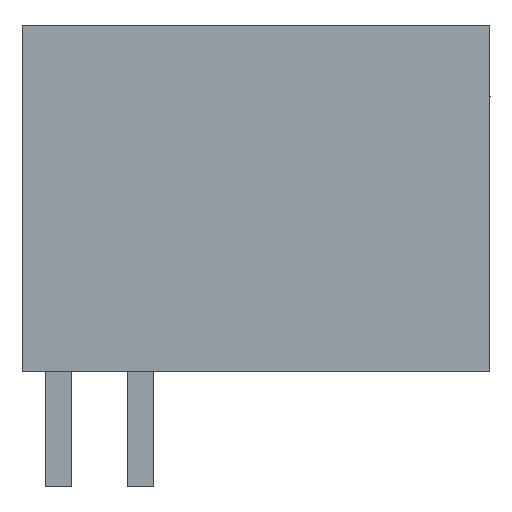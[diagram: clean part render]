
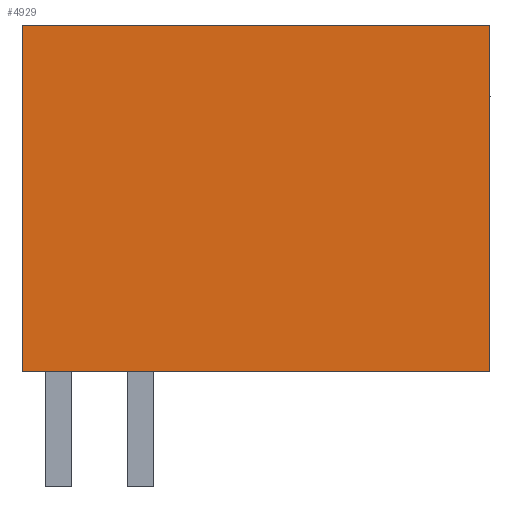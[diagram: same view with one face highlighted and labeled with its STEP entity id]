
A CAD part, left-side view. The second image highlights one B-rep face of the part: STEP entity #4929.
In plain terms, the highlighted planar face has unit normal (-1, 0, 0).
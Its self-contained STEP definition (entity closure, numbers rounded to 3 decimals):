
#4909=AXIS2_PLACEMENT_3D('Plane Axis2P3D',#4906,#4907,#4908) ;
#1359=CARTESIAN_POINT('Vertex',(0.,0.,14.)) ;
#1362=CARTESIAN_POINT('Line Origine',(0.,0.,8.75)) ;
#1366=CARTESIAN_POINT('Vertex',(0.,0.,3.5)) ;
#4105=CARTESIAN_POINT('Line Origine',(0.,7.1,14.)) ;
#4109=CARTESIAN_POINT('Vertex',(0.,14.2,14.)) ;
#4906=CARTESIAN_POINT('Axis2P3D Location',(0.,14.2,0.)) ;
#4911=CARTESIAN_POINT('Line Origine',(0.,7.1,3.5)) ;
#4915=CARTESIAN_POINT('Vertex',(0.,14.2,3.5)) ;
#4918=CARTESIAN_POINT('Line Origine',(0.,14.2,8.75)) ;
#1363=DIRECTION('Vector Direction',(0.,0.,-1.)) ;
#4106=DIRECTION('Vector Direction',(0.,-1.,0.)) ;
#4907=DIRECTION('Axis2P3D Direction',(-1.,0.,0.)) ;
#4908=DIRECTION('Axis2P3D XDirection',(0.,-1.,0.)) ;
#4912=DIRECTION('Vector Direction',(0.,-1.,0.)) ;
#4919=DIRECTION('Vector Direction',(0.,0.,-1.)) ;
#1364=VECTOR('Line Direction',#1363,1.) ;
#4107=VECTOR('Line Direction',#4106,1.) ;
#4913=VECTOR('Line Direction',#4912,1.) ;
#4920=VECTOR('Line Direction',#4919,1.) ;
#4924=ORIENTED_EDGE('',*,*,#4917,.T.) ;
#4925=ORIENTED_EDGE('',*,*,#1368,.T.) ;
#4926=ORIENTED_EDGE('',*,*,#4111,.T.) ;
#4927=ORIENTED_EDGE('',*,*,#4922,.T.) ;
#4929=ADVANCED_FACE('HOUSING',(#4928),#4910,.T.) ;
#1368=EDGE_CURVE('',#1367,#1360,#1365,.F.) ;
#4111=EDGE_CURVE('',#1360,#4110,#4108,.F.) ;
#4917=EDGE_CURVE('',#4916,#1367,#4914,.T.) ;
#4922=EDGE_CURVE('',#4110,#4916,#4921,.T.) ;
#4923=EDGE_LOOP('',(#4924,#4925,#4926,#4927)) ;
#4928=FACE_OUTER_BOUND('',#4923,.T.) ;
#1365=LINE('Line',#1362,#1364) ;
#4108=LINE('Line',#4105,#4107) ;
#4914=LINE('Line',#4911,#4913) ;
#4921=LINE('Line',#4918,#4920) ;
#4910=PLANE('',#4909) ;
#1360=VERTEX_POINT('',#1359) ;
#1367=VERTEX_POINT('',#1366) ;
#4110=VERTEX_POINT('',#4109) ;
#4916=VERTEX_POINT('',#4915) ;
